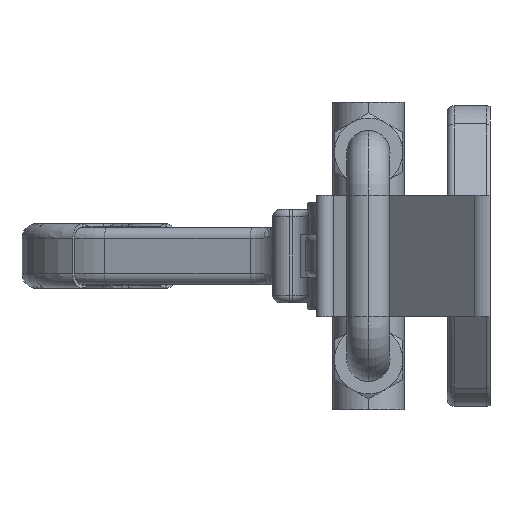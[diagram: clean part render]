
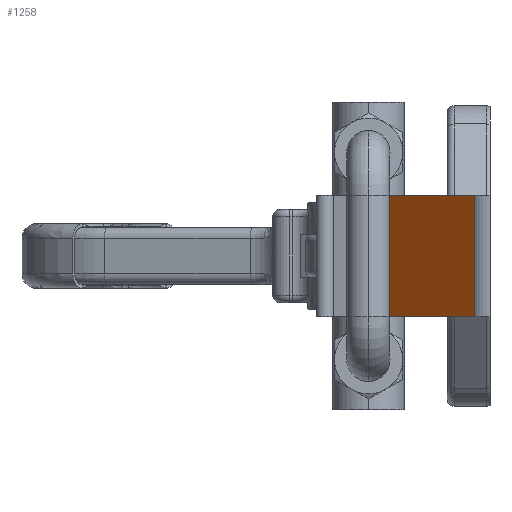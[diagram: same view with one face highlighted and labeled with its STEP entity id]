
A CAD part, left-side view. The second image highlights one B-rep face of the part: STEP entity #1258.
In plain terms, the highlighted planar face has unit normal (-0.698, 0.717, 0).
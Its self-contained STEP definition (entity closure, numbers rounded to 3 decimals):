
#76 = AXIS2_PLACEMENT_3D ( 'NONE', #13003, #18765, #2580 ) ;
#557 = EDGE_LOOP ( 'NONE', ( #6960, #3398, #19555, #10593 ) ) ;
#806 = VECTOR ( 'NONE', #18348, 1000. ) ;
#1258 = ADVANCED_FACE ( 'NONE', ( #17860 ), #14673, .F. ) ;
#2277 = DIRECTION ( 'NONE',  ( 0., 0., 1. ) ) ;
#2580 = DIRECTION ( 'NONE',  ( 0.716, 0.698, 0. ) ) ;
#3398 = ORIENTED_EDGE ( 'NONE', *, *, #20958, .F. ) ;
#6056 = LINE ( 'NONE', #10621, #18599 ) ;
#6704 = CARTESIAN_POINT ( 'NONE',  ( -150.465, 29.343, -17. ) ) ;
#6960 = ORIENTED_EDGE ( 'NONE', *, *, #11399, .F. ) ;
#8086 = VERTEX_POINT ( 'NONE', #13640 ) ;
#9515 = LINE ( 'NONE', #13437, #806 ) ;
#10593 = ORIENTED_EDGE ( 'NONE', *, *, #16561, .T. ) ;
#10621 = CARTESIAN_POINT ( 'NONE',  ( -176.186, 4.299, -17. ) ) ;
#10674 = DIRECTION ( 'NONE',  ( 0.716, 0.698, 0. ) ) ;
#10960 = CARTESIAN_POINT ( 'NONE',  ( -176.186, 4.299, -17. ) ) ;
#11399 = EDGE_CURVE ( 'NONE', #14738, #8086, #9515, .T. ) ;
#11634 = VECTOR ( 'NONE', #20831, 1000. ) ;
#13003 = CARTESIAN_POINT ( 'NONE',  ( -176.186, 4.299, -17. ) ) ;
#13437 = CARTESIAN_POINT ( 'NONE',  ( -150.465, 29.343, -17. ) ) ;
#13509 = CARTESIAN_POINT ( 'NONE',  ( -176.186, 4.299, 17. ) ) ;
#13640 = CARTESIAN_POINT ( 'NONE',  ( -150.465, 29.343, 17. ) ) ;
#14673 = PLANE ( 'NONE',  #76 ) ;
#14700 = VECTOR ( 'NONE', #10674, 1000. ) ;
#14738 = VERTEX_POINT ( 'NONE', #6704 ) ;
#14942 = EDGE_CURVE ( 'NONE', #20921, #20483, #6056, .T. ) ;
#16561 = EDGE_CURVE ( 'NONE', #20483, #8086, #19042, .T. ) ;
#17156 = CARTESIAN_POINT ( 'NONE',  ( -176.186, 4.299, 17. ) ) ;
#17860 = FACE_OUTER_BOUND ( 'NONE', #557, .T. ) ;
#18348 = DIRECTION ( 'NONE',  ( 0., 0., 1. ) ) ;
#18599 = VECTOR ( 'NONE', #2277, 1000. ) ;
#18765 = DIRECTION ( 'NONE',  ( 0.698, -0.716, 0. ) ) ;
#19042 = LINE ( 'NONE', #17156, #14700 ) ;
#19189 = CARTESIAN_POINT ( 'NONE',  ( -176.186, 4.299, -17. ) ) ;
#19555 = ORIENTED_EDGE ( 'NONE', *, *, #14942, .T. ) ;
#20306 = LINE ( 'NONE', #19189, #11634 ) ;
#20483 = VERTEX_POINT ( 'NONE', #13509 ) ;
#20831 = DIRECTION ( 'NONE',  ( 0.716, 0.698, 0. ) ) ;
#20921 = VERTEX_POINT ( 'NONE', #10960 ) ;
#20958 = EDGE_CURVE ( 'NONE', #20921, #14738, #20306, .T. ) ;
